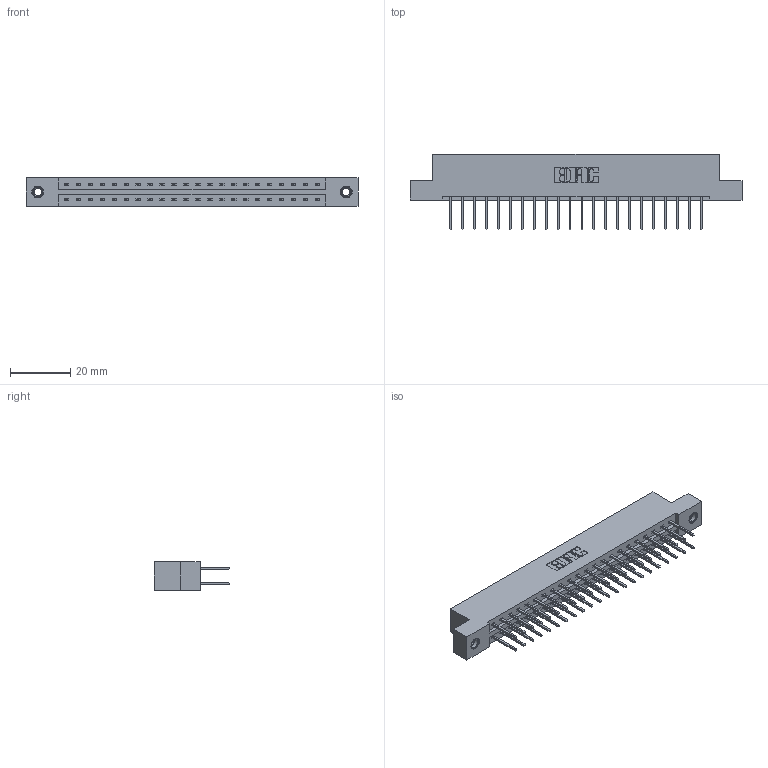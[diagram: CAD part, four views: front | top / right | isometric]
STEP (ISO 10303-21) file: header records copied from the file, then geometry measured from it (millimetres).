
FILE_DESCRIPTION (( 'STEP AP203' ), '1' );
FILE_NAME ('337-044-523-207.STEP', '2018-08-09T04:42:02', ( '' ), ( '' ), 'SwSTEP 2.0', 'SolidWorks 2016', '' );
FILE_SCHEMA (( 'CONFIG_CONTROL_DESIGN' ));
Length unit declared in the file: inch
Products named in the file (4): 337 Part_Flush Mounting Lugs - 0.156 Dia-TI; 345-292-001_345-293-123; 345-250-001_345-250-005-103; 337-044-523-207
Assembly tree (47 placements, depth 2):
  337-044-523-207
    337 Part_Flush Mounting Lugs - 0.156 Dia-TI
    345-292-001_345-293-123  x44
    345-250-001_345-250-005-103  x2
Bounding box: 110.19 x 25.15 x 9.4 mm (x, y, z)
Volume: 11422.7 mm3; surface area: 13183.6 mm2
Topology: 47 solids, 47 shells, 2550 faces, 7531 edges, 4954 vertices
Faces by surface type: plane 1774, cylinder 760, cone 12, torus 4
Entity records: 20848 total; most frequent: CARTESIAN_POINT 3509, ORIENTED_EDGE 3438, DIRECTION 3053, EDGE_CURVE 1719, VECTOR 1571, LINE 1571, VERTEX_POINT 1140, AXIS2_PLACEMENT_3D 741
